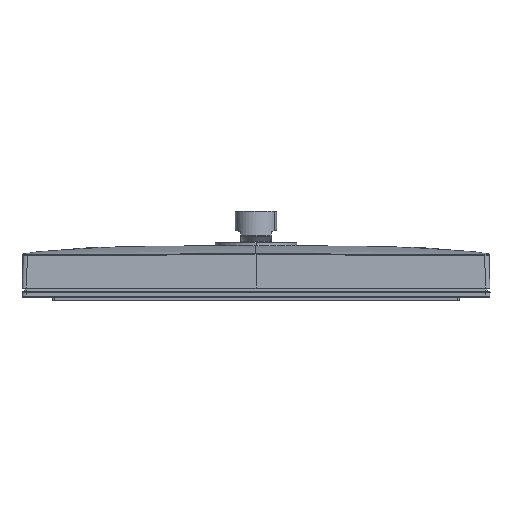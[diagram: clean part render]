
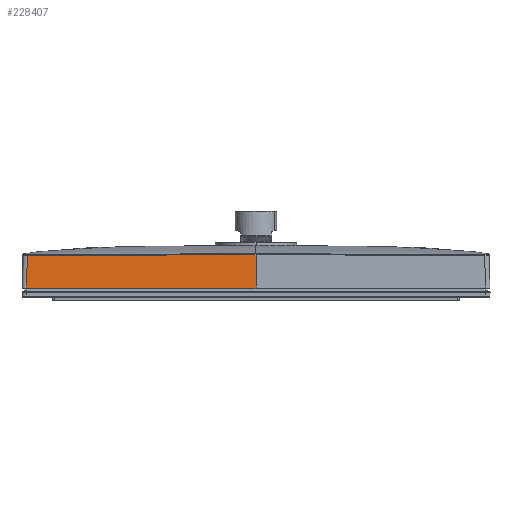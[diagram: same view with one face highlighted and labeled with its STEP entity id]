
A CAD part, front view. The second image highlights one B-rep face of the part: STEP entity #228407.
In plain terms, the highlighted planar face has unit normal (0, -1, 0.026).
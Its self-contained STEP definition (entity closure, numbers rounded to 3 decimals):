
#227321=CARTESIAN_POINT('Vertex',(0.,-129.987,2.013)) ;
#228264=CARTESIAN_POINT('Vertex',(-127.5,-129.987,2.013)) ;
#228353=CARTESIAN_POINT('Line Origine',(0.,-129.987,2.013)) ;
#228365=CARTESIAN_POINT('Axis2P3D Location',(0.,-130.,1.5)) ;
#228370=CARTESIAN_POINT('Line Origine',(0.,-129.744,11.267)) ;
#228374=CARTESIAN_POINT('Vertex',(0.,-129.502,20.521)) ;
#228378=CARTESIAN_POINT('Control Point',(0.,-129.502,20.521)) ;
#228379=CARTESIAN_POINT('Control Point',(-0.218,-129.502,20.521)) ;
#228380=CARTESIAN_POINT('Control Point',(-0.435,-129.502,20.521)) ;
#228381=CARTESIAN_POINT('Control Point',(-0.652,-129.502,20.521)) ;
#228382=CARTESIAN_POINT('Control Point',(-16.977,-129.502,20.521)) ;
#228383=CARTESIAN_POINT('Control Point',(-32.906,-129.502,20.52)) ;
#228384=CARTESIAN_POINT('Control Point',(-48.162,-129.502,20.515)) ;
#228385=CARTESIAN_POINT('Control Point',(-73.794,-129.503,20.494)) ;
#228386=CARTESIAN_POINT('Control Point',(-96.265,-129.505,20.42)) ;
#228387=CARTESIAN_POINT('Control Point',(-105.278,-129.506,20.373)) ;
#228388=CARTESIAN_POINT('Control Point',(-114.941,-129.508,20.291)) ;
#228389=CARTESIAN_POINT('Control Point',(-123.198,-129.511,20.165)) ;
#228390=CARTESIAN_POINT('Control Point',(-124.513,-129.512,20.143)) ;
#228391=CARTESIAN_POINT('Control Point',(-125.789,-129.512,20.12)) ;
#228392=CARTESIAN_POINT('Control Point',(-127.026,-129.513,20.095)) ;
#228393=CARTESIAN_POINT('Vertex',(-127.026,-129.513,20.095)) ;
#228396=CARTESIAN_POINT('Line Origine',(-127.263,-129.75,11.054)) ;
#228355=VECTOR('Line Direction',#228354,1.) ;
#228372=VECTOR('Line Direction',#228371,1.) ;
#228398=VECTOR('Line Direction',#228397,1.) ;
#228354=DIRECTION('Vector Direction',(-1.,0.,0.)) ;
#228366=DIRECTION('Axis2P3D Direction',(0.,1.,-0.026)) ;
#228367=DIRECTION('Axis2P3D XDirection',(-1.,0.,0.)) ;
#228371=DIRECTION('Vector Direction',(0.,0.026,1.)) ;
#228397=DIRECTION('Vector Direction',(0.026,0.026,0.999)) ;
#228368=AXIS2_PLACEMENT_3D('Plane Axis2P3D',#228365,#228366,#228367) ;
#228356=LINE('Line',#228353,#228355) ;
#228373=LINE('Line',#228370,#228372) ;
#228399=LINE('Line',#228396,#228398) ;
#228369=PLANE('',#228368) ;
#228357=EDGE_CURVE('',#227322,#228265,#228356,.T.) ;
#228376=EDGE_CURVE('',#227322,#228375,#228373,.T.) ;
#228395=EDGE_CURVE('',#228394,#228375,#228377,.F.) ;
#228400=EDGE_CURVE('',#228265,#228394,#228399,.T.) ;
#228402=ORIENTED_EDGE('',*,*,#228357,.F.) ;
#228403=ORIENTED_EDGE('',*,*,#228376,.T.) ;
#228404=ORIENTED_EDGE('',*,*,#228395,.F.) ;
#228405=ORIENTED_EDGE('',*,*,#228400,.F.) ;
#228401=EDGE_LOOP('',(#228402,#228403,#228404,#228405)) ;
#227322=VERTEX_POINT('',#227321) ;
#228265=VERTEX_POINT('',#228264) ;
#228375=VERTEX_POINT('',#228374) ;
#228394=VERTEX_POINT('',#228393) ;
#228407=ADVANCED_FACE('Hauptk\X2\00F6\X0\rper',(#228406),#228369,.F.) ;
#228377=B_SPLINE_CURVE_WITH_KNOTS('',5,(#228378,#228379,#228380,#228381,#228382,#228383,#228384,#228385,#228386,#228387,#228388,#228389,#228390,#228391,#228392),.UNSPECIFIED.,.F.,.U.,(6,3,3,3,6),(53.452,54.708,147.871,219.155,233.118),.UNSPECIFIED.) ;
#228406=FACE_OUTER_BOUND('',#228401,.T.) ;
